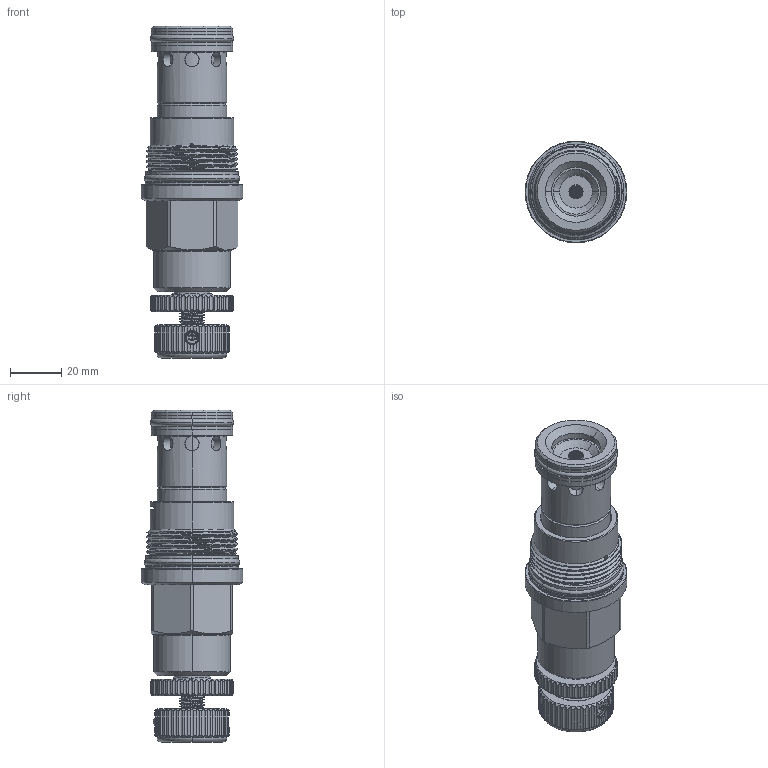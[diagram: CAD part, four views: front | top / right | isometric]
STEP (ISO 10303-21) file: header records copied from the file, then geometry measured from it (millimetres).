
FILE_DESCRIPTION (( 'STEP AP203' ), '1' );
FILE_NAME ('RQ16A20-K.STEP', '2020-03-24T02:28:45', ( '' ), ( '' ), 'SwSTEP 2.0', 'SolidWorks 2018', '' );
FILE_SCHEMA (( 'CONFIG_CONTROL_DESIGN' ));
Products named in the file (1): RQ16A20-K
Bounding box: 39.67 x 39.67 x 129.39 mm (x, y, z)
Volume: 91816.5 mm3; surface area: 27472 mm2
Topology: 14 solids, 16 shells, 1375 faces, 3796 edges, 2423 vertices
Faces by surface type: cylinder 860, plane 217, cone 116, torus 113, bspline 61, sphere 8
Entity records: 100792 total; most frequent: CARTESIAN_POINT 68123, ORIENTED_EDGE 7524, DIRECTION 5554, EDGE_CURVE 3762, VERTEX_POINT 2417, AXIS2_PLACEMENT_3D 2126, EDGE_LOOP 1797, B_SPLINE_CURVE_WITH_KNOTS 1460
